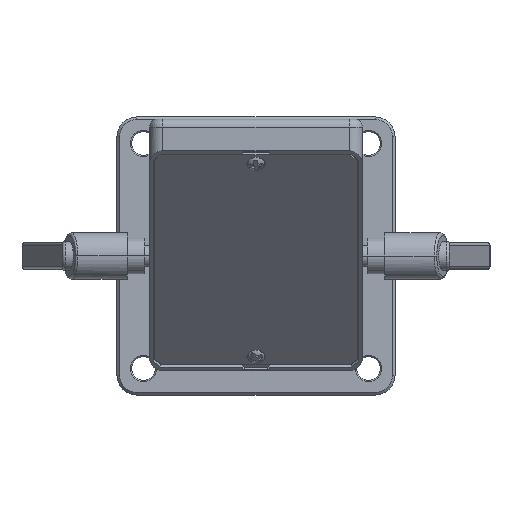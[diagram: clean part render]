
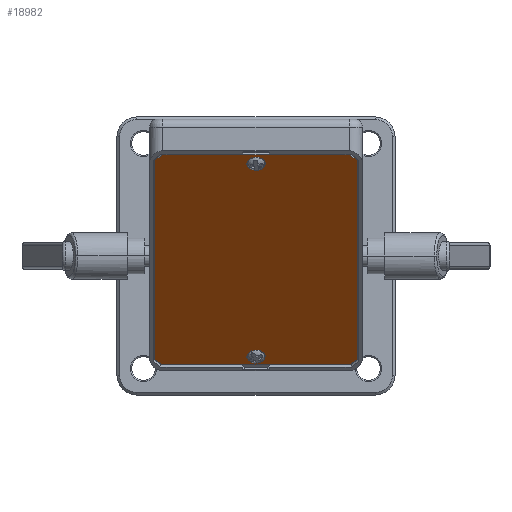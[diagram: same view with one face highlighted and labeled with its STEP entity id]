
A CAD part, front view. The second image highlights one B-rep face of the part: STEP entity #18982.
In plain terms, the highlighted face is planar.
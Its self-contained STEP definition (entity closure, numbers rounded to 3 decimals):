
#534 = AXIS2_PLACEMENT_3D ( 'NONE', #7401, #7408, #7380 ) ;
#7372 = PLANE ( 'NONE',  #534 ) ;
#7378 = FACE_BOUND ( 'NONE', #23360, .T. ) ;
#7380 = DIRECTION ( 'NONE',  ( 1., 0., 0. ) ) ;
#7389 = FACE_OUTER_BOUND ( 'NONE', #22065, .T. ) ;
#7390 = FACE_BOUND ( 'NONE', #23383, .T. ) ;
#7401 = CARTESIAN_POINT ( 'NONE',  ( 0., 53.146, -53.146 ) ) ;
#7408 = DIRECTION ( 'NONE',  ( 0., -0.707, 0.707 ) ) ;
#9881 = DIRECTION ( 'NONE',  ( 0.992, -0.089, -0.089 ) ) ;
#9901 = DIRECTION ( 'NONE',  ( 0., 0.707, -0.707 ) ) ;
#9902 = CARTESIAN_POINT ( 'NONE',  ( 0., 16.73, -89.562 ) ) ;
#9981 = DIRECTION ( 'NONE',  ( 0.48, 0.62, 0.62 ) ) ;
#9984 = DIRECTION ( 'NONE',  ( 0., 0.707, -0.707 ) ) ;
#10002 = CARTESIAN_POINT ( 'NONE',  ( 0., 89.562, -16.73 ) ) ;
#10308 = AXIS2_PLACEMENT_3D ( 'NONE', #9902, #9901, #9881 ) ;
#10359 = CIRCLE ( 'NONE', #10308, 3.239 ) ;
#10420 = CIRCLE ( 'NONE', #10421, 3.239 ) ;
#10421 = AXIS2_PLACEMENT_3D ( 'NONE', #10002, #9984, #9981 ) ;
#17858 = ORIENTED_EDGE ( 'NONE', *, *, #29288, .T. ) ;
#17903 = ORIENTED_EDGE ( 'NONE', *, *, #29300, .F. ) ;
#17905 = ORIENTED_EDGE ( 'NONE', *, *, #20385, .F. ) ;
#17908 = ORIENTED_EDGE ( 'NONE', *, *, #29307, .F. ) ;
#17911 = ORIENTED_EDGE ( 'NONE', *, *, #29374, .T. ) ;
#17913 = ORIENTED_EDGE ( 'NONE', *, *, #29297, .T. ) ;
#17914 = ORIENTED_EDGE ( 'NONE', *, *, #29299, .T. ) ;
#17917 = ORIENTED_EDGE ( 'NONE', *, *, #29283, .T. ) ;
#17921 = ORIENTED_EDGE ( 'NONE', *, *, #29298, .T. ) ;
#17925 = ORIENTED_EDGE ( 'NONE', *, *, #20348, .F. ) ;
#17945 = ORIENTED_EDGE ( 'NONE', *, *, #29287, .T. ) ;
#17950 = ORIENTED_EDGE ( 'NONE', *, *, #29293, .T. ) ;
#18982 = ADVANCED_FACE ( 'NONE', ( #7378, #7390, #7389 ), #7372, .F. ) ;
#20348 = EDGE_CURVE ( 'NONE', #32730, #32792, #10359, .T. ) ;
#20385 = EDGE_CURVE ( 'NONE', #32761, #32839, #10420, .T. ) ;
#22065 = EDGE_LOOP ( 'NONE', ( #17911, #17858, #17913, #17945, #17921, #17914, #17950, #17917 ) ) ;
#23360 = EDGE_LOOP ( 'NONE', ( #17925, #17903 ) ) ;
#23383 = EDGE_LOOP ( 'NONE', ( #17905, #17908 ) ) ;
#23755 = VECTOR ( 'NONE', #32005, 1000. ) ;
#23768 = VECTOR ( 'NONE', #31948, 1000. ) ;
#23792 = VECTOR ( 'NONE', #32042, 1000. ) ;
#23802 = VECTOR ( 'NONE', #32056, 1000. ) ;
#23806 = VECTOR ( 'NONE', #32067, 1000. ) ;
#23808 = VECTOR ( 'NONE', #32016, 1000. ) ;
#23817 = VECTOR ( 'NONE', #32065, 1000. ) ;
#23847 = CIRCLE ( 'NONE', #23900, 3.239 ) ;
#23890 = CIRCLE ( 'NONE', #23994, 3.239 ) ;
#23900 = AXIS2_PLACEMENT_3D ( 'NONE', #32119, #32188, #32193 ) ;
#23994 = AXIS2_PLACEMENT_3D ( 'NONE', #32145, #32167, #32175 ) ;
#24141 = VECTOR ( 'NONE', #34737, 1000. ) ;
#29283 = EDGE_CURVE ( 'NONE', #32455, #32430, #31941, .T. ) ;
#29287 = EDGE_CURVE ( 'NONE', #32483, #32446, #32023, .T. ) ;
#29288 = EDGE_CURVE ( 'NONE', #32462, #32512, #32046, .T. ) ;
#29293 = EDGE_CURVE ( 'NONE', #32465, #32455, #32030, .T. ) ;
#29297 = EDGE_CURVE ( 'NONE', #32512, #32483, #32008, .T. ) ;
#29298 = EDGE_CURVE ( 'NONE', #32446, #32481, #32063, .T. ) ;
#29299 = EDGE_CURVE ( 'NONE', #32481, #32465, #31999, .T. ) ;
#29300 = EDGE_CURVE ( 'NONE', #32792, #32730, #23847, .T. ) ;
#29307 = EDGE_CURVE ( 'NONE', #32839, #32761, #23890, .T. ) ;
#29374 = EDGE_CURVE ( 'NONE', #32430, #32462, #34738, .T. ) ;
#31925 = CARTESIAN_POINT ( 'NONE',  ( 38.3, 90.729, -15.564 ) ) ;
#31941 = LINE ( 'NONE', #31925, #23768 ) ;
#31948 = DIRECTION ( 'NONE',  ( 0.707, -0.5, -0.5 ) ) ;
#31999 = LINE ( 'NONE', #32003, #23755 ) ;
#32003 = CARTESIAN_POINT ( 'NONE',  ( -38.3, 90.729, -15.564 ) ) ;
#32005 = DIRECTION ( 'NONE',  ( 0.707, 0.5, 0.5 ) ) ;
#32008 = LINE ( 'NONE', #32097, #23808 ) ;
#32012 = CARTESIAN_POINT ( 'NONE',  ( -38.3, 15.564, -90.729 ) ) ;
#32016 = DIRECTION ( 'NONE',  ( -1., 0., 0. ) ) ;
#32023 = LINE ( 'NONE', #32069, #23802 ) ;
#32030 = LINE ( 'NONE', #32048, #23792 ) ;
#32042 = DIRECTION ( 'NONE',  ( 1., 0., 0. ) ) ;
#32046 = LINE ( 'NONE', #32089, #23806 ) ;
#32048 = CARTESIAN_POINT ( 'NONE',  ( 35.3, 92.85, -13.442 ) ) ;
#32056 = DIRECTION ( 'NONE',  ( -0.707, 0.5, 0.5 ) ) ;
#32063 = LINE ( 'NONE', #32012, #23817 ) ;
#32065 = DIRECTION ( 'NONE',  ( 0., 0.707, 0.707 ) ) ;
#32067 = DIRECTION ( 'NONE',  ( -0.707, -0.5, -0.5 ) ) ;
#32069 = CARTESIAN_POINT ( 'NONE',  ( -35.3, 13.442, -92.85 ) ) ;
#32089 = CARTESIAN_POINT ( 'NONE',  ( 35.3, 13.442, -92.85 ) ) ;
#32097 = CARTESIAN_POINT ( 'NONE',  ( 35.3, 13.442, -92.85 ) ) ;
#32119 = CARTESIAN_POINT ( 'NONE',  ( 0., 16.73, -89.562 ) ) ;
#32145 = CARTESIAN_POINT ( 'NONE',  ( 0., 89.562, -16.73 ) ) ;
#32167 = DIRECTION ( 'NONE',  ( 0., 0.707, -0.707 ) ) ;
#32175 = DIRECTION ( 'NONE',  ( 0.48, 0.62, 0.62 ) ) ;
#32188 = DIRECTION ( 'NONE',  ( 0., 0.707, -0.707 ) ) ;
#32193 = DIRECTION ( 'NONE',  ( 0.992, -0.089, -0.089 ) ) ;
#32430 = VERTEX_POINT ( 'NONE', #37991 ) ;
#32446 = VERTEX_POINT ( 'NONE', #37035 ) ;
#32455 = VERTEX_POINT ( 'NONE', #37005 ) ;
#32462 = VERTEX_POINT ( 'NONE', #37018 ) ;
#32465 = VERTEX_POINT ( 'NONE', #37048 ) ;
#32481 = VERTEX_POINT ( 'NONE', #37033 ) ;
#32483 = VERTEX_POINT ( 'NONE', #37049 ) ;
#32512 = VERTEX_POINT ( 'NONE', #38519 ) ;
#32730 = VERTEX_POINT ( 'NONE', #38760 ) ;
#32761 = VERTEX_POINT ( 'NONE', #38738 ) ;
#32792 = VERTEX_POINT ( 'NONE', #38791 ) ;
#32839 = VERTEX_POINT ( 'NONE', #38852 ) ;
#34726 = CARTESIAN_POINT ( 'NONE',  ( 38.3, 15.564, -90.729 ) ) ;
#34737 = DIRECTION ( 'NONE',  ( 0., -0.707, -0.707 ) ) ;
#34738 = LINE ( 'NONE', #34726, #24141 ) ;
#37005 = CARTESIAN_POINT ( 'NONE',  ( 35.3, 92.85, -13.442 ) ) ;
#37018 = CARTESIAN_POINT ( 'NONE',  ( 38.3, 15.564, -90.729 ) ) ;
#37033 = CARTESIAN_POINT ( 'NONE',  ( -38.3, 90.729, -15.564 ) ) ;
#37035 = CARTESIAN_POINT ( 'NONE',  ( -38.3, 15.564, -90.729 ) ) ;
#37048 = CARTESIAN_POINT ( 'NONE',  ( -35.3, 92.85, -13.442 ) ) ;
#37049 = CARTESIAN_POINT ( 'NONE',  ( -35.3, 13.442, -92.85 ) ) ;
#37991 = CARTESIAN_POINT ( 'NONE',  ( 38.3, 90.729, -15.564 ) ) ;
#38519 = CARTESIAN_POINT ( 'NONE',  ( 35.3, 13.442, -92.85 ) ) ;
#38738 = CARTESIAN_POINT ( 'NONE',  ( 1.554, 91.572, -14.721 ) ) ;
#38760 = CARTESIAN_POINT ( 'NONE',  ( 3.213, 16.443, -89.85 ) ) ;
#38791 = CARTESIAN_POINT ( 'NONE',  ( -3.213, 17.018, -89.275 ) ) ;
#38852 = CARTESIAN_POINT ( 'NONE',  ( -1.554, 87.553, -18.74 ) ) ;
